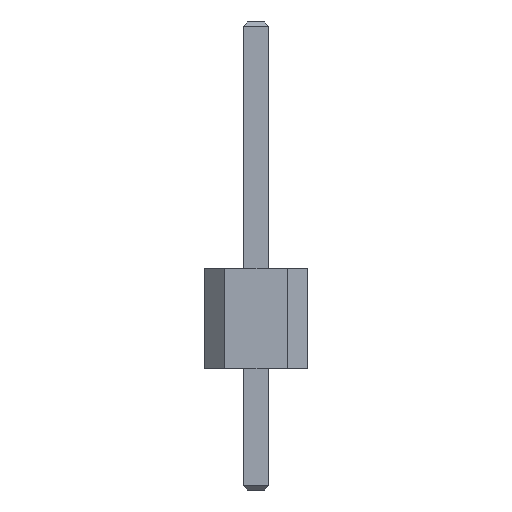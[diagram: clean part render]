
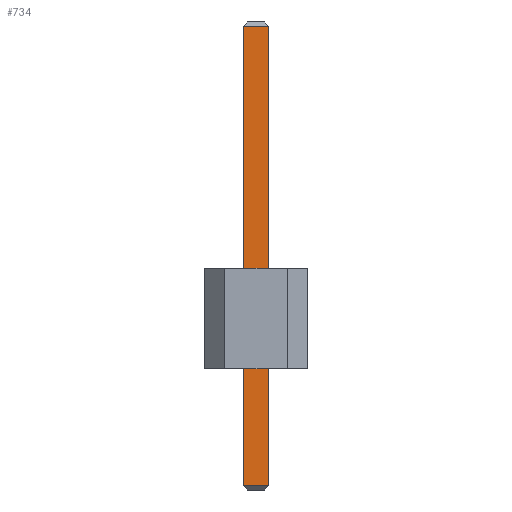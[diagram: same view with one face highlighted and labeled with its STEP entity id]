
A CAD part, left-side view. The second image highlights one B-rep face of the part: STEP entity #734.
In plain terms, the highlighted planar face has unit normal (-1, 0, 0).
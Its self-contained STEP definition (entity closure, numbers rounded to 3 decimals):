
#488 = VERTEX_POINT('',#489);
#489 = CARTESIAN_POINT('',(-0.32,0.32,-2.9));
#519 = VERTEX_POINT('',#520);
#520 = CARTESIAN_POINT('',(-0.32,-0.32,-2.9));
#526 = EDGE_CURVE('',#519,#488,#527,.T.);
#527 = LINE('',#528,#529);
#528 = CARTESIAN_POINT('',(-0.32,0.16,-2.9));
#529 = VECTOR('',#530,1.);
#530 = DIRECTION('',(0.,1.,0.));
#573 = VERTEX_POINT('',#574);
#574 = CARTESIAN_POINT('',(-0.32,-0.32,8.5));
#580 = EDGE_CURVE('',#519,#573,#581,.T.);
#581 = LINE('',#582,#583);
#582 = CARTESIAN_POINT('',(-0.32,-0.32,0.));
#583 = VECTOR('',#584,1.);
#584 = DIRECTION('',(0.,0.,1.));
#647 = VERTEX_POINT('',#648);
#648 = CARTESIAN_POINT('',(-0.32,0.32,8.5));
#716 = EDGE_CURVE('',#647,#573,#717,.T.);
#717 = LINE('',#718,#719);
#718 = CARTESIAN_POINT('',(-0.32,0.16,8.5));
#719 = VECTOR('',#720,1.);
#720 = DIRECTION('',(0.,-1.,0.));
#734 = ADVANCED_FACE('',(#735),#746,.T.);
#735 = FACE_BOUND('',#736,.T.);
#736 = EDGE_LOOP('',(#737,#738,#739,#740));
#737 = ORIENTED_EDGE('',*,*,#526,.F.);
#738 = ORIENTED_EDGE('',*,*,#580,.T.);
#739 = ORIENTED_EDGE('',*,*,#716,.F.);
#740 = ORIENTED_EDGE('',*,*,#741,.F.);
#741 = EDGE_CURVE('',#488,#647,#742,.T.);
#742 = LINE('',#743,#744);
#743 = CARTESIAN_POINT('',(-0.32,0.32,0.));
#744 = VECTOR('',#745,1.);
#745 = DIRECTION('',(0.,0.,1.));
#746 = PLANE('',#747);
#747 = AXIS2_PLACEMENT_3D('',#748,#749,#750);
#748 = CARTESIAN_POINT('',(-0.32,0.32,0.));
#749 = DIRECTION('',(-1.,0.,0.));
#750 = DIRECTION('',(0.,-1.,0.));
